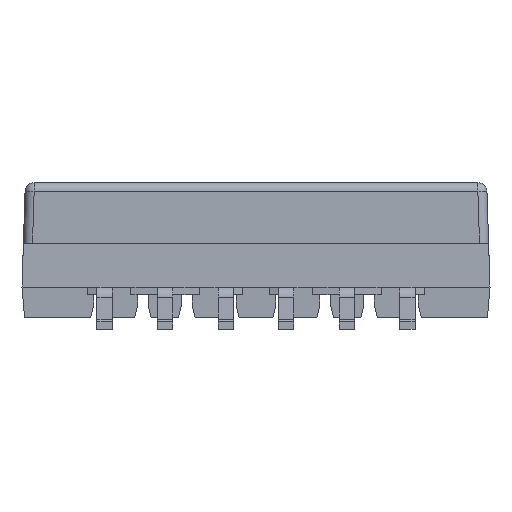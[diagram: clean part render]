
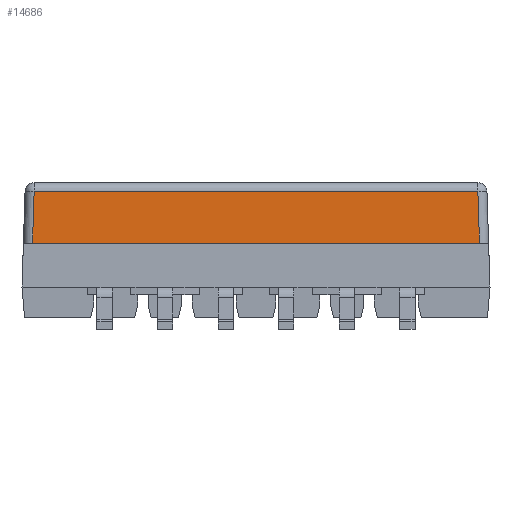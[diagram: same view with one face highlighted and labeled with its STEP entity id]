
A CAD part, left-side view. The second image highlights one B-rep face of the part: STEP entity #14686.
In plain terms, the highlighted planar face has unit normal (-1, 0, 0.015).
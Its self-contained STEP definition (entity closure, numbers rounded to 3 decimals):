
#733=LINE('',#20186,#1856);
#914=LINE('',#20642,#2037);
#915=LINE('',#20644,#2038);
#916=LINE('',#20646,#2039);
#1856=VECTOR('',#16729,1000.);
#2037=VECTOR('',#17142,1000.);
#2038=VECTOR('',#17145,1000.);
#2039=VECTOR('',#17146,1000.);
#3924=ORIENTED_EDGE('',*,*,#6579,.F.);
#3925=ORIENTED_EDGE('',*,*,#6580,.T.);
#3926=ORIENTED_EDGE('',*,*,#6351,.T.);
#3927=ORIENTED_EDGE('',*,*,#6578,.T.);
#6351=EDGE_CURVE('',#7784,#7782,#733,.T.);
#6578=EDGE_CURVE('',#7782,#7934,#914,.T.);
#6579=EDGE_CURVE('',#7935,#7934,#915,.T.);
#6580=EDGE_CURVE('',#7935,#7784,#916,.F.);
#7782=VERTEX_POINT('',#20181);
#7784=VERTEX_POINT('',#20187);
#7934=VERTEX_POINT('',#20641);
#7935=VERTEX_POINT('',#20645);
#8818=EDGE_LOOP('',(#3924,#3925,#3926,#3927));
#9447=FACE_BOUND('',#8818,.T.);
#9991=PLANE('',#15440);
#14686=ADVANCED_FACE('',(#9447),#9991,.F.);
#15440=AXIS2_PLACEMENT_3D('',#20643,#17143,#17144);
#16729=DIRECTION('',(0.,1.,0.));
#17142=DIRECTION('',(-0.015,0.032,-0.999));
#17143=DIRECTION('',(1.,0.,-0.015));
#17144=DIRECTION('',(-0.015,0.,-1.));
#17145=DIRECTION('',(0.,1.,0.));
#17146=DIRECTION('',(-0.015,-0.032,-0.999));
#20181=CARTESIAN_POINT('',(-11.734,7.324,3.154));
#20186=CARTESIAN_POINT('',(-11.734,-7.725,3.154));
#20187=CARTESIAN_POINT('',(-11.734,-7.324,3.154));
#20641=CARTESIAN_POINT('',(-11.76,7.379,1.45));
#20642=CARTESIAN_POINT('',(-11.753,7.363,1.931));
#20643=CARTESIAN_POINT('',(-11.76,-7.725,1.45));
#20644=CARTESIAN_POINT('',(-11.76,-7.725,1.45));
#20645=CARTESIAN_POINT('',(-11.76,-7.379,1.45));
#20646=CARTESIAN_POINT('',(-11.73,-7.315,3.44));
